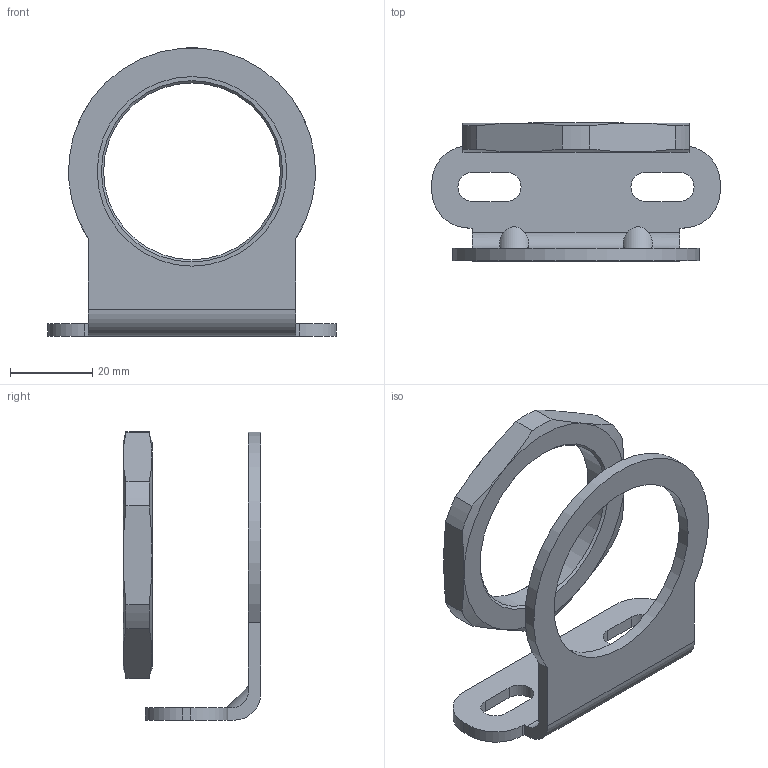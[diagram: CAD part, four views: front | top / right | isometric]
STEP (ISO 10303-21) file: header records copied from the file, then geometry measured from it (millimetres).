
FILE_DESCRIPTION(/* description */ ('STEP AP214'),/* implementation_level */ '2;1');
FILE_NAME(/* name */ '8176696_MS6-WR-F1A-B',/* time_stamp */ '2024-09-11T15:35:43+02:00',/* author */ ('License CC BY-ND 4.0'),/* organization */ ('CADENAS'),/* preprocessor_version */ 'ST-DEVELOPER v19.3',/* originating_system */ 'PARTsolutions',/* authorisation */ ' ');
FILE_SCHEMA (('AUTOMOTIVE_DESIGN {1 0 10303 214 3 1 1}'));
Length unit declared in the file: millimetre
Products named in the file (3): 8176696 MS6-WR-F1A-B; 8174544 MS6-LR-WR-F1A; 532188 MS6-WRS
Assembly tree (2 placements, depth 2):
  8176696 MS6-WR-F1A-B
    8174544 MS6-LR-WR-F1A
    532188 MS6-WRS
Bounding box: 70 x 33.4 x 69.98 mm (x, y, z)
Volume: 17414.5 mm3; surface area: 12172.9 mm2
Topology: 2 solids, 2 shells, 60 faces, 154 edges, 98 vertices
Faces by surface type: cylinder 23, plane 23, cone 14
Full cylindrical faces by diameter (mm): 42.917 x1, 46 x1
Entity records: 1933 total; most frequent: CARTESIAN_POINT 407, DIRECTION 304, ORIENTED_EDGE 300, EDGE_CURVE 150, AXIS2_PLACEMENT_3D 119, VERTEX_POINT 98, EDGE_LOOP 72, FACE_BOUND 72
